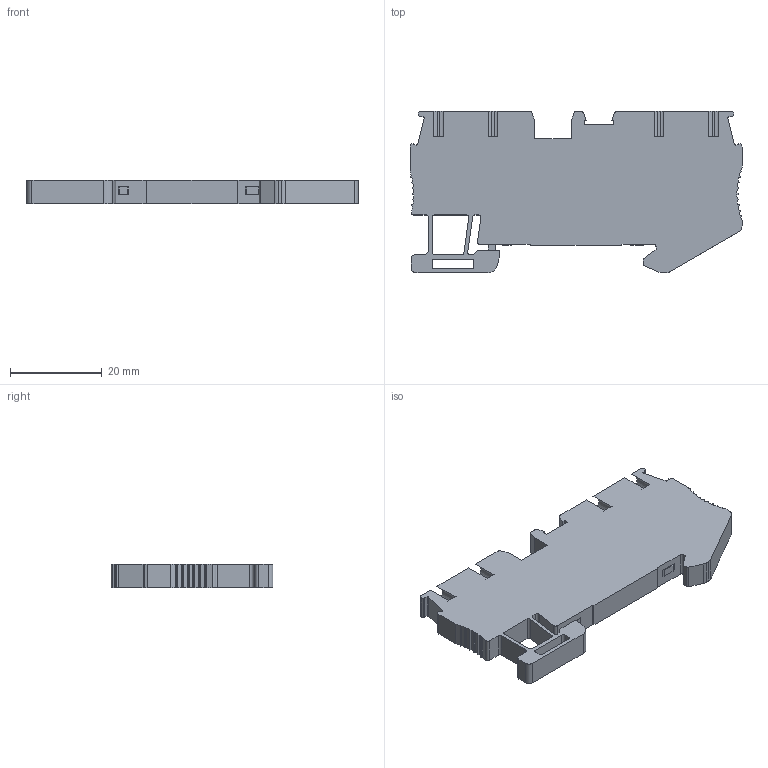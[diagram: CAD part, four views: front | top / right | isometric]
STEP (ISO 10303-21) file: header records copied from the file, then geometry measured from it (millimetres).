
FILE_DESCRIPTION((''),'2;1');
FILE_NAME('PRT0002','2022-07-15T',('ASUS'),(''),'PRO/ENGINEER BY PARAMETRIC TECHNOLOGY CORPORATION, 2013230','PRO/ENGINEER BY PARAMETRIC TECHNOLOGY CORPORATION, 2013230','');
FILE_SCHEMA(('CONFIG_CONTROL_DESIGN'));
Length unit declared in the file: millimetre
Products named in the file (1): PRT0002
Bounding box: 72.2 x 35.2 x 5.2 mm (x, y, z)
Volume: 9983.8 mm3; surface area: 6019.7 mm2
Topology: 1 solids, 1 shells, 206 faces, 606 edges, 404 vertices
Faces by surface type: plane 123, cylinder 83
Entity records: 6926 total; most frequent: CARTESIAN_POINT 1216, ORIENTED_EDGE 1212, DIRECTION 1184, EDGE_CURVE 606, VECTOR 440, LINE 440, VERTEX_POINT 404, AXIS2_PLACEMENT_3D 372
